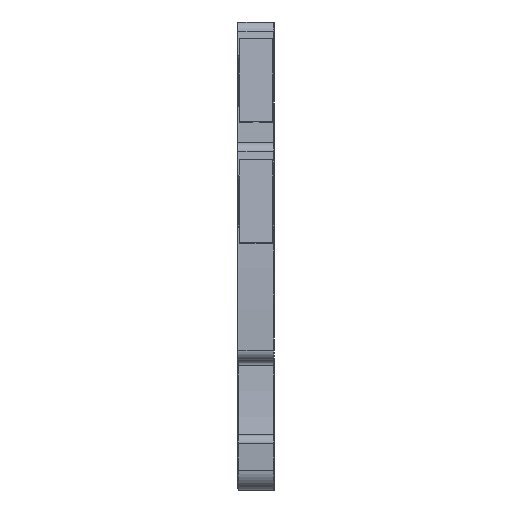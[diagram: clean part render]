
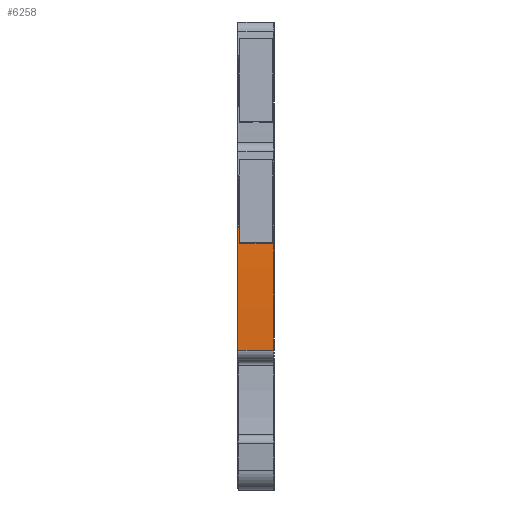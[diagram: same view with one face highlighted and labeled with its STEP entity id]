
A CAD part, front view. The second image highlights one B-rep face of the part: STEP entity #6258.
In plain terms, the highlighted cylindrical face has radius 122.2 mm (diameter 244.4 mm), a partial arc.
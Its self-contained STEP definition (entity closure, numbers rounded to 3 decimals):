
#5418=AXIS2_PLACEMENT_3D('Cylinder Axis2P3D',#5415,#5416,#5417) ;
#6235=AXIS2_PLACEMENT_3D('Circle Axis2P3D',#6233,#6234,$) ;
#6249=AXIS2_PLACEMENT_3D('Circle Axis2P3D',#6247,#6248,$) ;
#5415=CARTESIAN_POINT('Axis2P3D Location',(1.75,123.675,17.05)) ;
#6211=CARTESIAN_POINT('Vertex',(0.,1.748,25.212)) ;
#6214=CARTESIAN_POINT('Line Origine',(1.75,1.748,25.212)) ;
#6218=CARTESIAN_POINT('Vertex',(3.45,1.748,25.212)) ;
#6233=CARTESIAN_POINT('Axis2P3D Location',(0.,123.675,17.05)) ;
#6237=CARTESIAN_POINT('Vertex',(0.,1.529,13.42)) ;
#6240=CARTESIAN_POINT('Line Origine',(1.75,1.529,13.42)) ;
#6244=CARTESIAN_POINT('Vertex',(3.45,1.529,13.42)) ;
#6247=CARTESIAN_POINT('Axis2P3D Location',(3.45,123.675,17.05)) ;
#5416=DIRECTION('Axis2P3D Direction',(1.,0.,0.)) ;
#5417=DIRECTION('Axis2P3D XDirection',(0.,-0.992,0.126)) ;
#6215=DIRECTION('Vector Direction',(1.,0.,0.)) ;
#6234=DIRECTION('Axis2P3D Direction',(1.,0.,0.)) ;
#6241=DIRECTION('Vector Direction',(1.,0.,0.)) ;
#6248=DIRECTION('Axis2P3D Direction',(1.,0.,0.)) ;
#6216=VECTOR('Line Direction',#6215,1.) ;
#6242=VECTOR('Line Direction',#6241,1.) ;
#6253=ORIENTED_EDGE('',*,*,#6220,.T.) ;
#6254=ORIENTED_EDGE('',*,*,#6239,.T.) ;
#6255=ORIENTED_EDGE('',*,*,#6246,.F.) ;
#6256=ORIENTED_EDGE('',*,*,#6251,.T.) ;
#6258=ADVANCED_FACE('MLD 1',(#6257),#5419,.T.) ;
#6236=CIRCLE('generated circle',#6235,122.2) ;
#6250=CIRCLE('generated circle',#6249,122.2) ;
#5419=CYLINDRICAL_SURFACE('generated cylinder',#5418,122.2) ;
#6220=EDGE_CURVE('',#6219,#6212,#6217,.F.) ;
#6239=EDGE_CURVE('',#6212,#6238,#6236,.T.) ;
#6246=EDGE_CURVE('',#6245,#6238,#6243,.F.) ;
#6251=EDGE_CURVE('',#6245,#6219,#6250,.F.) ;
#6252=EDGE_LOOP('',(#6253,#6254,#6255,#6256)) ;
#6257=FACE_OUTER_BOUND('',#6252,.T.) ;
#6217=LINE('Line',#6214,#6216) ;
#6243=LINE('Line',#6240,#6242) ;
#6212=VERTEX_POINT('',#6211) ;
#6219=VERTEX_POINT('',#6218) ;
#6238=VERTEX_POINT('',#6237) ;
#6245=VERTEX_POINT('',#6244) ;
